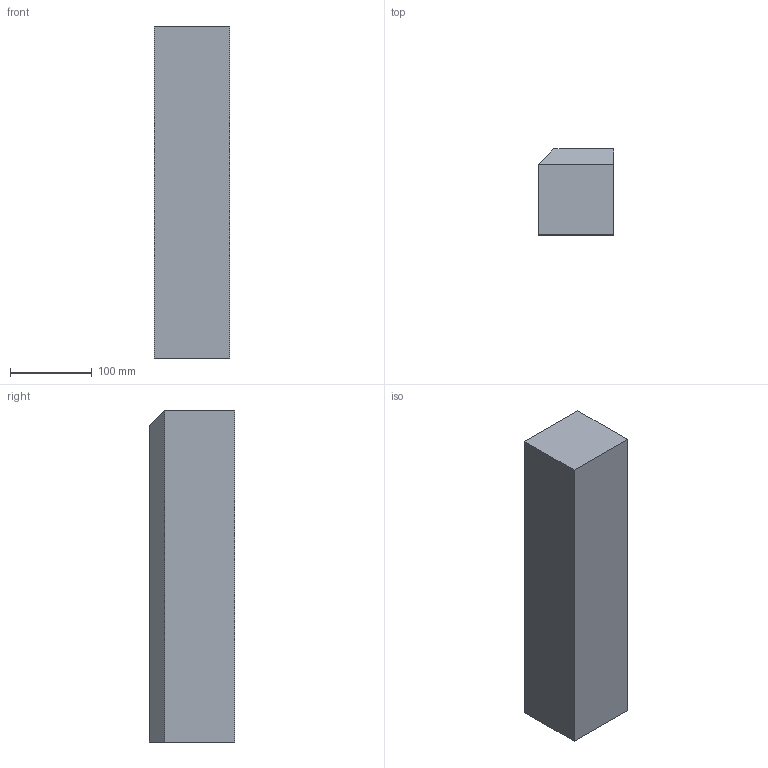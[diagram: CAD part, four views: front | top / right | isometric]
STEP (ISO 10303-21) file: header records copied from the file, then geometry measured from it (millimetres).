
FILE_DESCRIPTION(/* description */ (''),/* implementation_level */ '2;1');
FILE_NAME(/* name */ 'SWD8 (1).step',/* time_stamp */ '2022-11-19T17:36:10-06:00',/* author */ (''),/* organization */ (''),/* preprocessor_version */ 'ST-DEVELOPER v19.2',/* originating_system */ 'Autodesk Translation Framework v11.17.0.187',/* authorisation */ '');
FILE_SCHEMA (('AUTOMOTIVE_DESIGN { 1 0 10303 214 3 1 1 }'));
Length unit declared in the file: inch
Products named in the file (1): SWD8 (1)
Bounding box: 92.08 x 104.78 x 406.4 mm (x, y, z)
Volume: 3832460.6 mm3; surface area: 173218.2 mm2
Topology: 1 solids, 1 shells, 8 faces, 17 edges, 11 vertices
Faces by surface type: plane 8
Entity records: 248 total; most frequent: CARTESIAN_POINT 37, DIRECTION 35, ORIENTED_EDGE 34, LINE 17, VECTOR 17, EDGE_CURVE 17, VERTEX_POINT 11, AXIS2_PLACEMENT_3D 9
